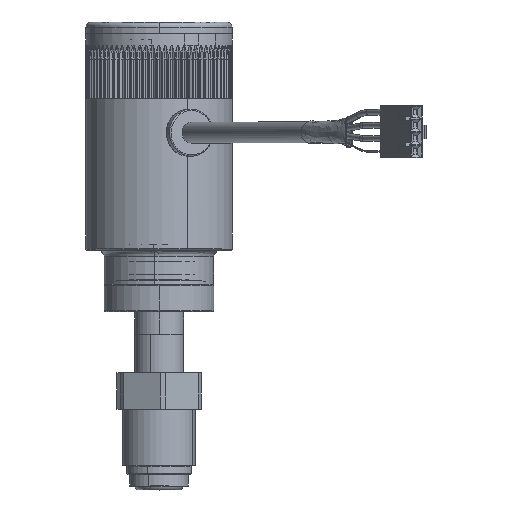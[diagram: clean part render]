
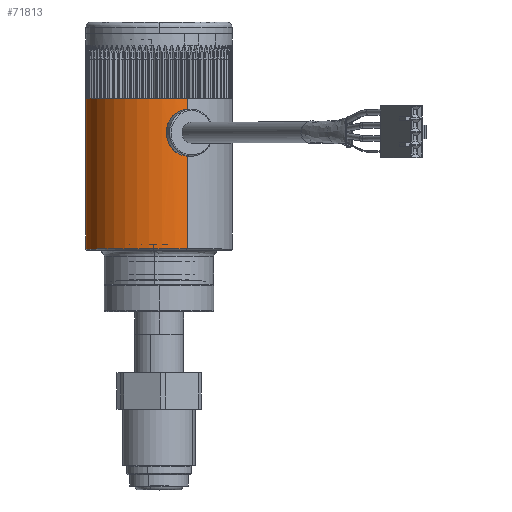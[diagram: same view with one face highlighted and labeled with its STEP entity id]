
A CAD part, top view. The second image highlights one B-rep face of the part: STEP entity #71813.
In plain terms, the highlighted cylindrical face has radius 14.287 mm (diameter 28.575 mm), a partial arc.
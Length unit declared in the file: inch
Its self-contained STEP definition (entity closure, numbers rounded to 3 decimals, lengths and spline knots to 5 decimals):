
#135 = B_SPLINE_CURVE_WITH_KNOTS ( 'NONE', 3,
 ( #29448, #58138, #35239, #546, #41029, #6310, #46772, #12168, #52565, #18026, #58392, #23875, #64182, #29690, #69957, #35472, #783, #41265, #6550, #47024, #12415, #52803, #18274, #58634, #24115, #64431, #29924, #70199, #35713, #1017, #41506, #6783, #47268, #12645 ),
 .UNSPECIFIED., .F., .F.,
 ( 4, 2, 2, 2, 2, 2, 2, 2, 2, 2, 2, 2, 2, 2, 2, 2, 4 ),
 ( 0., 0.0007, 0.00139, 0.00209, 0.00279, 0.00349, 0.00418, 0.00488, 0.00558, 0.00627, 0.00697, 0.00767, 0.00837, 0.00906, 0.00976, 0.01046, 0.01115 ),
 .UNSPECIFIED. ) ;
#546 = CARTESIAN_POINT ( 'NONE',  ( 0.18127, 1.40949, 0.53257 ) ) ;
#783 = CARTESIAN_POINT ( 'NONE',  ( 0.07914, 1.53572, 0.5569 ) ) ;
#1017 = CARTESIAN_POINT ( 'NONE',  ( 0.17263, 1.67775, 0.53542 ) ) ;
#1624 = CARTESIAN_POINT ( 'NONE',  ( -0.21526, 1.809, -0.51968 ) ) ;
#1794 = VERTEX_POINT ( 'NONE', #37955 ) ;
#1859 = CARTESIAN_POINT ( 'NONE',  ( 0., 0.655, 0. ) ) ;
#3010 = CARTESIAN_POINT ( 'NONE',  ( 0.21526, 1.809, 0.51968 ) ) ;
#3673 = EDGE_CURVE ( 'NONE', #65103, #5950, #135, .T. ) ;
#4810 = ORIENTED_EDGE ( 'NONE', *, *, #48662, .T. ) ;
#5950 = VERTEX_POINT ( 'NONE', #74639 ) ;
#6310 = CARTESIAN_POINT ( 'NONE',  ( 0.15652, 1.41923, 0.54035 ) ) ;
#6550 = CARTESIAN_POINT ( 'NONE',  ( 0.08008, 1.56341, 0.55677 ) ) ;
#6783 = CARTESIAN_POINT ( 'NONE',  ( 0.19812, 1.68409, 0.52653 ) ) ;
#7641 = DIRECTION ( 'NONE',  ( 0.383, 0., 0.924 ) ) ;
#7661 = DIRECTION ( 'NONE',  ( 0., -1., 0. ) ) ;
#8430 = CARTESIAN_POINT ( 'NONE',  ( 0.21526, 1.809, 0.51968 ) ) ;
#10276 = ORIENTED_EDGE ( 'NONE', *, *, #50777, .T. ) ;
#11580 = ORIENTED_EDGE ( 'NONE', *, *, #3673, .T. ) ;
#12168 = CARTESIAN_POINT ( 'NONE',  ( 0.1339, 1.43368, 0.54638 ) ) ;
#12415 = CARTESIAN_POINT ( 'NONE',  ( 0.08648, 1.59024, 0.55582 ) ) ;
#12645 = CARTESIAN_POINT ( 'NONE',  ( 0.21526, 1.685, 0.51968 ) ) ;
#13479 = VERTEX_POINT ( 'NONE', #18091 ) ;
#16715 = FACE_OUTER_BOUND ( 'NONE', #47320, .T. ) ;
#16772 = VERTEX_POINT ( 'NONE', #37934 ) ;
#17066 = DIRECTION ( 'NONE',  ( 0., -1., 0. ) ) ;
#18026 = CARTESIAN_POINT ( 'NONE',  ( 0.11408, 1.45241, 0.55085 ) ) ;
#18091 = CARTESIAN_POINT ( 'NONE',  ( -0.21526, 0.655, -0.51968 ) ) ;
#18274 = CARTESIAN_POINT ( 'NONE',  ( 0.09796, 1.61519, 0.55393 ) ) ;
#19736 = DIRECTION ( 'NONE',  ( 0.383, 0., 0.924 ) ) ;
#22804 = ORIENTED_EDGE ( 'NONE', *, *, #48975, .F. ) ;
#22901 = VECTOR ( 'NONE', #17066, 39.37008 ) ;
#23625 = AXIS2_PLACEMENT_3D ( 'NONE', #1859, #42347, #7641 ) ;
#23875 = CARTESIAN_POINT ( 'NONE',  ( 0.09802, 1.4747, 0.55392 ) ) ;
#24115 = CARTESIAN_POINT ( 'NONE',  ( 0.11404, 1.63754, 0.55086 ) ) ;
#26475 = LINE ( 'NONE', #8430, #55289 ) ;
#27388 = CARTESIAN_POINT ( 'NONE',  ( 0., 1.809, 0. ) ) ;
#28493 = AXIS2_PLACEMENT_3D ( 'NONE', #65867, #36405, #19736 ) ;
#29448 = CARTESIAN_POINT ( 'NONE',  ( 0.21526, 1.405, 0.51968 ) ) ;
#29560 = CARTESIAN_POINT ( 'NONE',  ( 0.21526, 1.405, 0.51968 ) ) ;
#29690 = CARTESIAN_POINT ( 'NONE',  ( 0.08654, 1.4996, 0.55581 ) ) ;
#29924 = CARTESIAN_POINT ( 'NONE',  ( 0.13371, 1.65618, 0.54643 ) ) ;
#33199 = DIRECTION ( 'NONE',  ( 0.383, 0., 0.924 ) ) ;
#35239 = CARTESIAN_POINT ( 'NONE',  ( 0.19817, 1.40591, 0.52651 ) ) ;
#35472 = CARTESIAN_POINT ( 'NONE',  ( 0.08008, 1.52655, 0.55677 ) ) ;
#35557 = LINE ( 'NONE', #1624, #64399 ) ;
#35713 = CARTESIAN_POINT ( 'NONE',  ( 0.15648, 1.67074, 0.54036 ) ) ;
#36405 = DIRECTION ( 'NONE',  ( 0., -1., 0. ) ) ;
#37934 = CARTESIAN_POINT ( 'NONE',  ( -0.21526, 1.809, -0.51968 ) ) ;
#37955 = CARTESIAN_POINT ( 'NONE',  ( 0.21526, 0.655, 0.51968 ) ) ;
#40000 = VERTEX_POINT ( 'NONE', #3010 ) ;
#40544 = CIRCLE ( 'NONE', #51744, 0.5625 ) ;
#41029 = CARTESIAN_POINT ( 'NONE',  ( 0.17279, 1.4122, 0.53537 ) ) ;
#41265 = CARTESIAN_POINT ( 'NONE',  ( 0.07914, 1.55429, 0.5569 ) ) ;
#41506 = CARTESIAN_POINT ( 'NONE',  ( 0.18105, 1.68046, 0.53264 ) ) ;
#42347 = DIRECTION ( 'NONE',  ( 0., 1., 0. ) ) ;
#42750 = EDGE_CURVE ( 'NONE', #40000, #16772, #40544, .T. ) ;
#42956 = CIRCLE ( 'NONE', #23625, 0.5625 ) ;
#46772 = CARTESIAN_POINT ( 'NONE',  ( 0.14874, 1.42353, 0.54253 ) ) ;
#47024 = CARTESIAN_POINT ( 'NONE',  ( 0.08373, 1.58134, 0.55624 ) ) ;
#47268 = CARTESIAN_POINT ( 'NONE',  ( 0.20668, 1.685, 0.52323 ) ) ;
#47320 = EDGE_LOOP ( 'NONE', ( #74374, #4810, #10276, #22804, #11580, #57687 ) ) ;
#48662 = EDGE_CURVE ( 'NONE', #16772, #13479, #35557, .T. ) ;
#48975 = EDGE_CURVE ( 'NONE', #65103, #1794, #53517, .T. ) ;
#50777 = EDGE_CURVE ( 'NONE', #13479, #1794, #42956, .T. ) ;
#51744 = AXIS2_PLACEMENT_3D ( 'NONE', #27388, #67668, #33199 ) ;
#52565 = CARTESIAN_POINT ( 'NONE',  ( 0.12684, 1.43956, 0.54805 ) ) ;
#52803 = CARTESIAN_POINT ( 'NONE',  ( 0.09362, 1.60717, 0.55467 ) ) ;
#53517 = LINE ( 'NONE', #74563, #22901 ) ;
#54933 = DIRECTION ( 'NONE',  ( 0., -1., 0. ) ) ;
#55289 = VECTOR ( 'NONE', #54933, 39.37008 ) ;
#57687 = ORIENTED_EDGE ( 'NONE', *, *, #74039, .F. ) ;
#58138 = CARTESIAN_POINT ( 'NONE',  ( 0.20668, 1.405, 0.52323 ) ) ;
#58392 = CARTESIAN_POINT ( 'NONE',  ( 0.1083, 1.45943, 0.552 ) ) ;
#58634 = CARTESIAN_POINT ( 'NONE',  ( 0.10816, 1.63038, 0.55203 ) ) ;
#59131 = CYLINDRICAL_SURFACE ( 'NONE', #28493, 0.5625 ) ;
#64182 = CARTESIAN_POINT ( 'NONE',  ( 0.09364, 1.48278, 0.55466 ) ) ;
#64399 = VECTOR ( 'NONE', #7661, 39.37008 ) ;
#64431 = CARTESIAN_POINT ( 'NONE',  ( 0.12679, 1.65039, 0.54806 ) ) ;
#65103 = VERTEX_POINT ( 'NONE', #29560 ) ;
#65867 = CARTESIAN_POINT ( 'NONE',  ( 0., 1.809, 0. ) ) ;
#67668 = DIRECTION ( 'NONE',  ( 0., -1., 0. ) ) ;
#69957 = CARTESIAN_POINT ( 'NONE',  ( 0.08378, 1.50844, 0.55623 ) ) ;
#70199 = CARTESIAN_POINT ( 'NONE',  ( 0.14864, 1.66641, 0.54256 ) ) ;
#71813 = ADVANCED_FACE ( 'NONE', ( #16715 ), #59131, .T. ) ;
#74039 = EDGE_CURVE ( 'NONE', #40000, #5950, #26475, .T. ) ;
#74374 = ORIENTED_EDGE ( 'NONE', *, *, #42750, .T. ) ;
#74563 = CARTESIAN_POINT ( 'NONE',  ( 0.21526, 1.809, 0.51968 ) ) ;
#74639 = CARTESIAN_POINT ( 'NONE',  ( 0.21526, 1.685, 0.51968 ) ) ;
